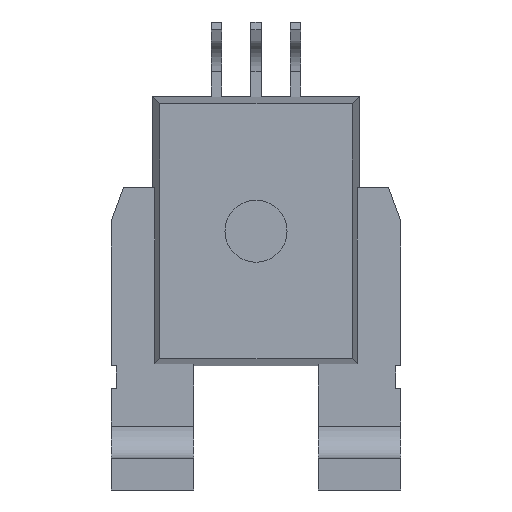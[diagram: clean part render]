
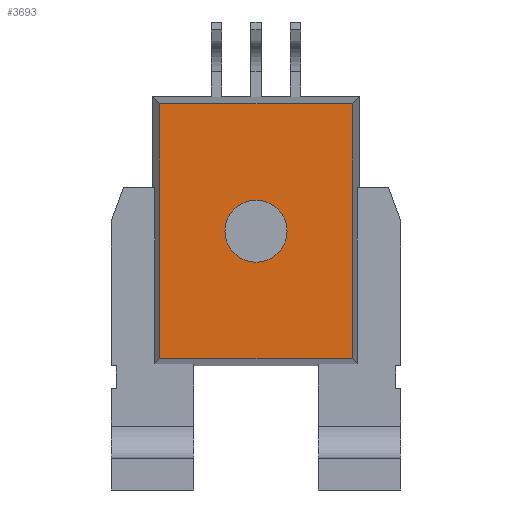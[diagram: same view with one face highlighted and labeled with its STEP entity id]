
A CAD part, front view. The second image highlights one B-rep face of the part: STEP entity #3693.
In plain terms, the highlighted planar face has unit normal (0, -1, 0).
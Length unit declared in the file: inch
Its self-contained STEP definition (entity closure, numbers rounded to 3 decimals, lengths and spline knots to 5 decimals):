
#77 = EDGE_CURVE ( 'NONE', #546, #4315, #337, .T. ) ;
#158 = CARTESIAN_POINT ( 'NONE',  ( 0., 0., -0.01772 ) ) ;
#285 = DIRECTION ( 'NONE',  ( 0., 0., -1. ) ) ;
#337 = LINE ( 'NONE', #3230, #2364 ) ;
#347 = CARTESIAN_POINT ( 'NONE',  ( 0.18307, 0., -0.20079 ) ) ;
#394 = DIRECTION ( 'NONE',  ( 0., 0., 1. ) ) ;
#418 = EDGE_LOOP ( 'NONE', ( #2662, #1866 ) ) ;
#521 = EDGE_CURVE ( 'NONE', #2344, #1479, #4170, .T. ) ;
#546 = VERTEX_POINT ( 'NONE', #347 ) ;
#702 = CARTESIAN_POINT ( 'NONE',  ( 0.18307, 0., 0.28347 ) ) ;
#709 = DIRECTION ( 'NONE',  ( 0., 0., -1. ) ) ;
#764 = CARTESIAN_POINT ( 'NONE',  ( -0.18307, 0., 0.28347 ) ) ;
#809 = DIRECTION ( 'NONE',  ( 1., 0., 0. ) ) ;
#834 = ORIENTED_EDGE ( 'NONE', *, *, #521, .T. ) ;
#913 = EDGE_CURVE ( 'NONE', #4315, #2344, #2449, .T. ) ;
#1308 = CIRCLE ( 'NONE', #2327, 0.05906 ) ;
#1479 = VERTEX_POINT ( 'NONE', #1509 ) ;
#1509 = CARTESIAN_POINT ( 'NONE',  ( -0.18307, 0., -0.20079 ) ) ;
#1629 = FACE_OUTER_BOUND ( 'NONE', #2029, .T. ) ;
#1745 = CIRCLE ( 'NONE', #3277, 0.05906 ) ;
#1749 = VECTOR ( 'NONE', #4502, 39.37008 ) ;
#1819 = DIRECTION ( 'NONE',  ( 0., 1., 0. ) ) ;
#1866 = ORIENTED_EDGE ( 'NONE', *, *, #4047, .T. ) ;
#1917 = ORIENTED_EDGE ( 'NONE', *, *, #77, .T. ) ;
#2029 = EDGE_LOOP ( 'NONE', ( #834, #2856, #1917, #4120 ) ) ;
#2069 = CARTESIAN_POINT ( 'NONE',  ( -0.18307, 0., 0. ) ) ;
#2079 = EDGE_CURVE ( 'NONE', #1479, #546, #2182, .T. ) ;
#2178 = AXIS2_PLACEMENT_3D ( 'NONE', #2671, #3437, #285 ) ;
#2182 = LINE ( 'NONE', #2937, #4446 ) ;
#2215 = DIRECTION ( 'NONE',  ( 0., 1., 0. ) ) ;
#2327 = AXIS2_PLACEMENT_3D ( 'NONE', #2794, #1819, #3162 ) ;
#2341 = PLANE ( 'NONE',  #2178 ) ;
#2344 = VERTEX_POINT ( 'NONE', #764 ) ;
#2364 = VECTOR ( 'NONE', #394, 39.37008 ) ;
#2449 = LINE ( 'NONE', #3551, #4203 ) ;
#2662 = ORIENTED_EDGE ( 'NONE', *, *, #3775, .T. ) ;
#2671 = CARTESIAN_POINT ( 'NONE',  ( 0., 0., 0. ) ) ;
#2794 = CARTESIAN_POINT ( 'NONE',  ( 0., 0., 0.04134 ) ) ;
#2856 = ORIENTED_EDGE ( 'NONE', *, *, #2079, .T. ) ;
#2877 = CARTESIAN_POINT ( 'NONE',  ( 0., 0., 0.04134 ) ) ;
#2937 = CARTESIAN_POINT ( 'NONE',  ( 0., 0., -0.20079 ) ) ;
#3162 = DIRECTION ( 'NONE',  ( 0., 0., -1. ) ) ;
#3230 = CARTESIAN_POINT ( 'NONE',  ( 0.18307, 0., 0. ) ) ;
#3277 = AXIS2_PLACEMENT_3D ( 'NONE', #2877, #2215, #709 ) ;
#3437 = DIRECTION ( 'NONE',  ( 0., -1., 0. ) ) ;
#3551 = CARTESIAN_POINT ( 'NONE',  ( 0., 0., 0.28347 ) ) ;
#3693 = ADVANCED_FACE ( 'NONE', ( #1629, #4097 ), #2341, .T. ) ;
#3775 = EDGE_CURVE ( 'NONE', #4101, #3816, #1308, .T. ) ;
#3816 = VERTEX_POINT ( 'NONE', #3870 ) ;
#3870 = CARTESIAN_POINT ( 'NONE',  ( 0., 0., 0.10039 ) ) ;
#4047 = EDGE_CURVE ( 'NONE', #3816, #4101, #1745, .T. ) ;
#4097 = FACE_BOUND ( 'NONE', #418, .T. ) ;
#4101 = VERTEX_POINT ( 'NONE', #158 ) ;
#4120 = ORIENTED_EDGE ( 'NONE', *, *, #913, .T. ) ;
#4170 = LINE ( 'NONE', #2069, #1749 ) ;
#4203 = VECTOR ( 'NONE', #4504, 39.37008 ) ;
#4315 = VERTEX_POINT ( 'NONE', #702 ) ;
#4446 = VECTOR ( 'NONE', #809, 39.37008 ) ;
#4502 = DIRECTION ( 'NONE',  ( 0., 0., -1. ) ) ;
#4504 = DIRECTION ( 'NONE',  ( -1., 0., 0. ) ) ;
